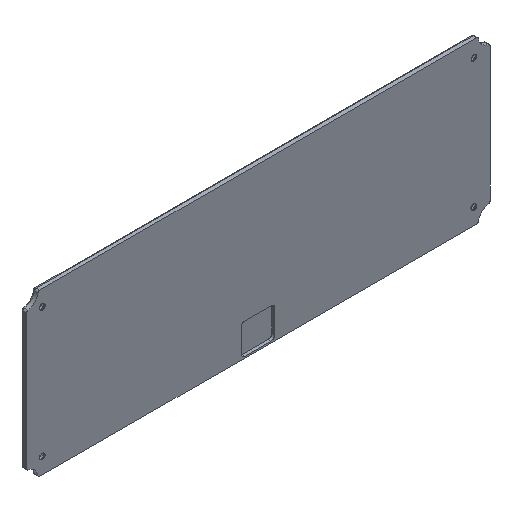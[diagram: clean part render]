
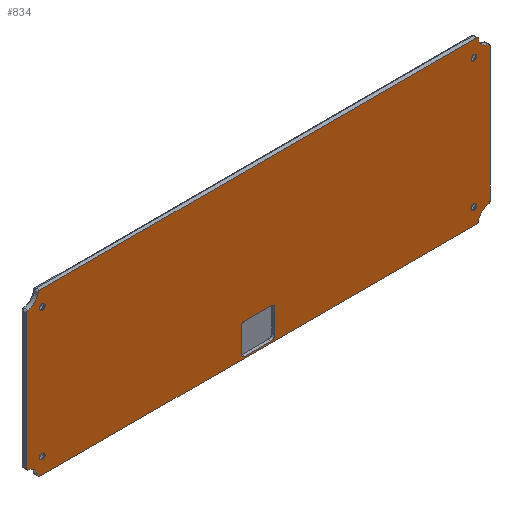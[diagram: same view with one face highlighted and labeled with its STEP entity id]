
A CAD part, isometric view. The second image highlights one B-rep face of the part: STEP entity #834.
In plain terms, the highlighted planar face has unit normal (0, -1, 0).
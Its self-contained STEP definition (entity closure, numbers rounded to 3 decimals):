
#27=FACE_BOUND('',#119,.T.);
#28=FACE_BOUND('',#120,.T.);
#29=FACE_BOUND('',#121,.T.);
#30=FACE_BOUND('',#122,.T.);
#31=FACE_BOUND('',#123,.T.);
#36=PLANE('',#919);
#63=FACE_OUTER_BOUND('',#118,.T.);
#118=EDGE_LOOP('',(#594,#595,#596,#597,#598,#599,#600,#601,#602,#603,#604,
#605,#606,#607,#608,#609));
#119=EDGE_LOOP('',(#610));
#120=EDGE_LOOP('',(#611));
#121=EDGE_LOOP('',(#612));
#122=EDGE_LOOP('',(#613));
#123=EDGE_LOOP('',(#614,#615,#616,#617,#618,#619,#620,#621));
#182=LINE('',#1382,#238);
#183=LINE('',#1390,#239);
#184=LINE('',#1398,#240);
#185=LINE('',#1406,#241);
#186=LINE('',#1410,#242);
#187=LINE('',#1414,#243);
#188=LINE('',#1418,#244);
#189=LINE('',#1422,#245);
#238=VECTOR('',#1090,1000.);
#239=VECTOR('',#1097,1000.);
#240=VECTOR('',#1104,1000.);
#241=VECTOR('',#1111,1000.);
#242=VECTOR('',#1114,1000.);
#243=VECTOR('',#1117,1000.);
#244=VECTOR('',#1120,1000.);
#245=VECTOR('',#1123,1000.);
#290=CIRCLE('',#904,1.5);
#292=CIRCLE('',#907,1.5);
#294=CIRCLE('',#910,1.5);
#296=CIRCLE('',#913,1.5);
#298=CIRCLE('',#920,6.6);
#299=CIRCLE('',#921,1.);
#300=CIRCLE('',#922,1.);
#301=CIRCLE('',#923,6.6);
#302=CIRCLE('',#924,1.);
#303=CIRCLE('',#925,1.);
#304=CIRCLE('',#926,6.6);
#305=CIRCLE('',#927,1.);
#306=CIRCLE('',#928,1.);
#307=CIRCLE('',#929,6.6);
#308=CIRCLE('',#930,1.);
#309=CIRCLE('',#931,1.);
#310=CIRCLE('',#932,2.);
#311=CIRCLE('',#933,2.);
#312=CIRCLE('',#934,2.);
#313=CIRCLE('',#935,2.);
#358=VERTEX_POINT('',#1344);
#360=VERTEX_POINT('',#1350);
#362=VERTEX_POINT('',#1356);
#364=VERTEX_POINT('',#1362);
#366=VERTEX_POINT('',#1376);
#367=VERTEX_POINT('',#1377);
#368=VERTEX_POINT('',#1379);
#369=VERTEX_POINT('',#1381);
#370=VERTEX_POINT('',#1383);
#371=VERTEX_POINT('',#1385);
#372=VERTEX_POINT('',#1387);
#373=VERTEX_POINT('',#1389);
#374=VERTEX_POINT('',#1391);
#375=VERTEX_POINT('',#1393);
#376=VERTEX_POINT('',#1395);
#377=VERTEX_POINT('',#1397);
#378=VERTEX_POINT('',#1399);
#379=VERTEX_POINT('',#1401);
#380=VERTEX_POINT('',#1403);
#381=VERTEX_POINT('',#1405);
#382=VERTEX_POINT('',#1408);
#383=VERTEX_POINT('',#1409);
#384=VERTEX_POINT('',#1411);
#385=VERTEX_POINT('',#1413);
#386=VERTEX_POINT('',#1415);
#387=VERTEX_POINT('',#1417);
#388=VERTEX_POINT('',#1419);
#389=VERTEX_POINT('',#1421);
#434=EDGE_CURVE('',#358,#358,#290,.T.);
#437=EDGE_CURVE('',#360,#360,#292,.T.);
#440=EDGE_CURVE('',#362,#362,#294,.T.);
#443=EDGE_CURVE('',#364,#364,#296,.T.);
#450=EDGE_CURVE('',#366,#367,#298,.T.);
#451=EDGE_CURVE('',#366,#368,#299,.T.);
#452=EDGE_CURVE('',#369,#368,#182,.T.);
#453=EDGE_CURVE('',#369,#370,#300,.T.);
#454=EDGE_CURVE('',#370,#371,#301,.T.);
#455=EDGE_CURVE('',#371,#372,#302,.T.);
#456=EDGE_CURVE('',#372,#373,#183,.T.);
#457=EDGE_CURVE('',#373,#374,#303,.T.);
#458=EDGE_CURVE('',#375,#374,#304,.T.);
#459=EDGE_CURVE('',#375,#376,#305,.T.);
#460=EDGE_CURVE('',#376,#377,#184,.T.);
#461=EDGE_CURVE('',#377,#378,#306,.T.);
#462=EDGE_CURVE('',#378,#379,#307,.T.);
#463=EDGE_CURVE('',#379,#380,#308,.T.);
#464=EDGE_CURVE('',#381,#380,#185,.T.);
#465=EDGE_CURVE('',#381,#367,#309,.T.);
#466=EDGE_CURVE('',#382,#383,#186,.T.);
#467=EDGE_CURVE('',#382,#384,#310,.T.);
#468=EDGE_CURVE('',#385,#384,#187,.T.);
#469=EDGE_CURVE('',#385,#386,#311,.T.);
#470=EDGE_CURVE('',#387,#386,#188,.T.);
#471=EDGE_CURVE('',#387,#388,#312,.T.);
#472=EDGE_CURVE('',#389,#388,#189,.T.);
#473=EDGE_CURVE('',#389,#383,#313,.T.);
#594=ORIENTED_EDGE('',*,*,#450,.F.);
#595=ORIENTED_EDGE('',*,*,#451,.T.);
#596=ORIENTED_EDGE('',*,*,#452,.F.);
#597=ORIENTED_EDGE('',*,*,#453,.T.);
#598=ORIENTED_EDGE('',*,*,#454,.T.);
#599=ORIENTED_EDGE('',*,*,#455,.T.);
#600=ORIENTED_EDGE('',*,*,#456,.T.);
#601=ORIENTED_EDGE('',*,*,#457,.T.);
#602=ORIENTED_EDGE('',*,*,#458,.F.);
#603=ORIENTED_EDGE('',*,*,#459,.T.);
#604=ORIENTED_EDGE('',*,*,#460,.T.);
#605=ORIENTED_EDGE('',*,*,#461,.T.);
#606=ORIENTED_EDGE('',*,*,#462,.T.);
#607=ORIENTED_EDGE('',*,*,#463,.T.);
#608=ORIENTED_EDGE('',*,*,#464,.F.);
#609=ORIENTED_EDGE('',*,*,#465,.T.);
#610=ORIENTED_EDGE('',*,*,#443,.T.);
#611=ORIENTED_EDGE('',*,*,#434,.T.);
#612=ORIENTED_EDGE('',*,*,#437,.T.);
#613=ORIENTED_EDGE('',*,*,#440,.T.);
#614=ORIENTED_EDGE('',*,*,#466,.F.);
#615=ORIENTED_EDGE('',*,*,#467,.T.);
#616=ORIENTED_EDGE('',*,*,#468,.F.);
#617=ORIENTED_EDGE('',*,*,#469,.T.);
#618=ORIENTED_EDGE('',*,*,#470,.F.);
#619=ORIENTED_EDGE('',*,*,#471,.T.);
#620=ORIENTED_EDGE('',*,*,#472,.F.);
#621=ORIENTED_EDGE('',*,*,#473,.T.);
#834=ADVANCED_FACE('',(#63,#27,#28,#29,#30,#31),#36,.F.);
#904=AXIS2_PLACEMENT_3D('',#1345,#1046,#1047);
#907=AXIS2_PLACEMENT_3D('',#1351,#1053,#1054);
#910=AXIS2_PLACEMENT_3D('',#1357,#1060,#1061);
#913=AXIS2_PLACEMENT_3D('',#1363,#1067,#1068);
#919=AXIS2_PLACEMENT_3D('',#1375,#1084,#1085);
#920=AXIS2_PLACEMENT_3D('',#1378,#1086,#1087);
#921=AXIS2_PLACEMENT_3D('',#1380,#1088,#1089);
#922=AXIS2_PLACEMENT_3D('',#1384,#1091,#1092);
#923=AXIS2_PLACEMENT_3D('',#1386,#1093,#1094);
#924=AXIS2_PLACEMENT_3D('',#1388,#1095,#1096);
#925=AXIS2_PLACEMENT_3D('',#1392,#1098,#1099);
#926=AXIS2_PLACEMENT_3D('',#1394,#1100,#1101);
#927=AXIS2_PLACEMENT_3D('',#1396,#1102,#1103);
#928=AXIS2_PLACEMENT_3D('',#1400,#1105,#1106);
#929=AXIS2_PLACEMENT_3D('',#1402,#1107,#1108);
#930=AXIS2_PLACEMENT_3D('',#1404,#1109,#1110);
#931=AXIS2_PLACEMENT_3D('',#1407,#1112,#1113);
#932=AXIS2_PLACEMENT_3D('',#1412,#1115,#1116);
#933=AXIS2_PLACEMENT_3D('',#1416,#1118,#1119);
#934=AXIS2_PLACEMENT_3D('',#1420,#1121,#1122);
#935=AXIS2_PLACEMENT_3D('',#1423,#1124,#1125);
#1046=DIRECTION('center_axis',(0.,1.,0.));
#1047=DIRECTION('ref_axis',(0.,0.,-1.));
#1053=DIRECTION('center_axis',(0.,1.,0.));
#1054=DIRECTION('ref_axis',(0.,0.,1.));
#1060=DIRECTION('center_axis',(0.,1.,0.));
#1061=DIRECTION('ref_axis',(0.,0.,-1.));
#1067=DIRECTION('center_axis',(0.,1.,0.));
#1068=DIRECTION('ref_axis',(0.,0.,1.));
#1084=DIRECTION('center_axis',(0.,1.,0.));
#1085=DIRECTION('ref_axis',(0.,0.,1.));
#1086=DIRECTION('center_axis',(0.,-1.,0.));
#1087=DIRECTION('ref_axis',(0.,0.,1.));
#1088=DIRECTION('center_axis',(0.,-1.,0.));
#1089=DIRECTION('ref_axis',(0.,0.,1.));
#1090=DIRECTION('',(0.,0.,-1.));
#1091=DIRECTION('center_axis',(0.,-1.,0.));
#1092=DIRECTION('ref_axis',(0.,0.,1.));
#1093=DIRECTION('center_axis',(0.,1.,0.));
#1094=DIRECTION('ref_axis',(0.,0.,1.));
#1095=DIRECTION('center_axis',(0.,-1.,0.));
#1096=DIRECTION('ref_axis',(0.,0.,1.));
#1097=DIRECTION('',(-1.,0.,0.));
#1098=DIRECTION('center_axis',(0.,-1.,0.));
#1099=DIRECTION('ref_axis',(0.,0.,1.));
#1100=DIRECTION('center_axis',(0.,-1.,0.));
#1101=DIRECTION('ref_axis',(0.,0.,1.));
#1102=DIRECTION('center_axis',(0.,-1.,0.));
#1103=DIRECTION('ref_axis',(0.,0.,1.));
#1104=DIRECTION('',(0.,0.,-1.));
#1105=DIRECTION('center_axis',(0.,-1.,0.));
#1106=DIRECTION('ref_axis',(0.,0.,1.));
#1107=DIRECTION('center_axis',(0.,1.,0.));
#1108=DIRECTION('ref_axis',(0.,0.,1.));
#1109=DIRECTION('center_axis',(0.,-1.,0.));
#1110=DIRECTION('ref_axis',(0.,0.,1.));
#1111=DIRECTION('',(-1.,0.,0.));
#1112=DIRECTION('center_axis',(0.,-1.,0.));
#1113=DIRECTION('ref_axis',(0.,0.,1.));
#1114=DIRECTION('',(1.,0.,0.));
#1115=DIRECTION('center_axis',(0.,1.,0.));
#1116=DIRECTION('ref_axis',(0.,0.,1.));
#1117=DIRECTION('',(0.,0.,-1.));
#1118=DIRECTION('center_axis',(0.,1.,0.));
#1119=DIRECTION('ref_axis',(0.,0.,1.));
#1120=DIRECTION('',(-1.,0.,0.));
#1121=DIRECTION('center_axis',(0.,1.,0.));
#1122=DIRECTION('ref_axis',(0.,0.,1.));
#1123=DIRECTION('',(0.,0.,1.));
#1124=DIRECTION('center_axis',(0.,1.,0.));
#1125=DIRECTION('ref_axis',(0.,0.,1.));
#1344=CARTESIAN_POINT('',(119.752,0.,-37.201));
#1345=CARTESIAN_POINT('Origin',(119.752,0.,-35.701));
#1350=CARTESIAN_POINT('',(119.752,0.,34.562));
#1351=CARTESIAN_POINT('Origin',(119.752,0.,36.062));
#1356=CARTESIAN_POINT('',(-119.74,0.,34.562));
#1357=CARTESIAN_POINT('Origin',(-119.74,0.,36.062));
#1362=CARTESIAN_POINT('',(-119.74,0.,-37.201));
#1363=CARTESIAN_POINT('Origin',(-119.74,0.,-35.701));
#1375=CARTESIAN_POINT('Origin',(128.752,0.,-44.701));
#1376=CARTESIAN_POINT('',(127.797,0.,-38.17));
#1377=CARTESIAN_POINT('',(122.222,0.,-43.746));
#1378=CARTESIAN_POINT('Origin',(128.752,0.,-44.701));
#1379=CARTESIAN_POINT('',(128.652,0.,-37.181));
#1380=CARTESIAN_POINT('Origin',(127.652,0.,-37.181));
#1381=CARTESIAN_POINT('',(128.652,0.,37.542));
#1382=CARTESIAN_POINT('',(128.652,0.,0.));
#1383=CARTESIAN_POINT('',(127.797,0.,38.532));
#1384=CARTESIAN_POINT('Origin',(127.652,0.,37.542));
#1385=CARTESIAN_POINT('',(122.222,0.,44.107));
#1386=CARTESIAN_POINT('Origin',(128.752,0.,45.062));
#1387=CARTESIAN_POINT('',(121.232,0.,44.962));
#1388=CARTESIAN_POINT('Origin',(121.232,0.,43.962));
#1389=CARTESIAN_POINT('',(-121.22,0.,44.962));
#1390=CARTESIAN_POINT('',(0.,0.,44.962));
#1391=CARTESIAN_POINT('',(-122.209,0.,44.107));
#1392=CARTESIAN_POINT('Origin',(-121.22,0.,43.962));
#1393=CARTESIAN_POINT('',(-127.784,0.,38.532));
#1394=CARTESIAN_POINT('Origin',(-128.74,0.,45.062));
#1395=CARTESIAN_POINT('',(-128.64,0.,37.542));
#1396=CARTESIAN_POINT('Origin',(-127.64,0.,37.542));
#1397=CARTESIAN_POINT('',(-128.64,0.,-37.181));
#1398=CARTESIAN_POINT('',(-128.64,0.,0.));
#1399=CARTESIAN_POINT('',(-127.784,0.,-38.17));
#1400=CARTESIAN_POINT('Origin',(-127.64,0.,-37.181));
#1401=CARTESIAN_POINT('',(-122.209,0.,-43.746));
#1402=CARTESIAN_POINT('Origin',(-128.74,0.,-44.701));
#1403=CARTESIAN_POINT('',(-121.22,0.,-44.601));
#1404=CARTESIAN_POINT('Origin',(-121.22,0.,-43.601));
#1405=CARTESIAN_POINT('',(121.232,0.,-44.601));
#1406=CARTESIAN_POINT('',(0.,0.,-44.601));
#1407=CARTESIAN_POINT('Origin',(121.232,0.,-43.601));
#1408=CARTESIAN_POINT('',(-7.244,0.,-43.701));
#1409=CARTESIAN_POINT('',(7.256,0.,-43.701));
#1410=CARTESIAN_POINT('',(9.256,0.,-43.701));
#1411=CARTESIAN_POINT('',(-9.244,0.,-41.701));
#1412=CARTESIAN_POINT('Origin',(-7.244,0.,-41.701));
#1413=CARTESIAN_POINT('',(-9.244,0.,-28.701));
#1414=CARTESIAN_POINT('',(-9.244,0.,-43.701));
#1415=CARTESIAN_POINT('',(-7.244,0.,-26.701));
#1416=CARTESIAN_POINT('Origin',(-7.244,0.,-28.701));
#1417=CARTESIAN_POINT('',(7.256,0.,-26.701));
#1418=CARTESIAN_POINT('',(-9.244,0.,-26.701));
#1419=CARTESIAN_POINT('',(9.256,0.,-28.701));
#1420=CARTESIAN_POINT('Origin',(7.256,0.,-28.701));
#1421=CARTESIAN_POINT('',(9.256,0.,-41.701));
#1422=CARTESIAN_POINT('',(9.256,0.,-43.701));
#1423=CARTESIAN_POINT('Origin',(7.256,0.,-41.701));
